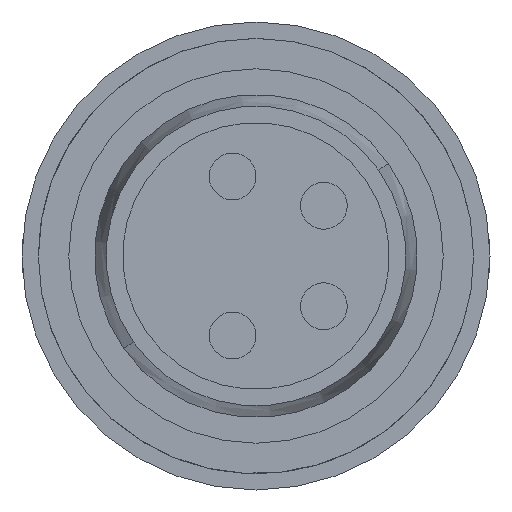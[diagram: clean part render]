
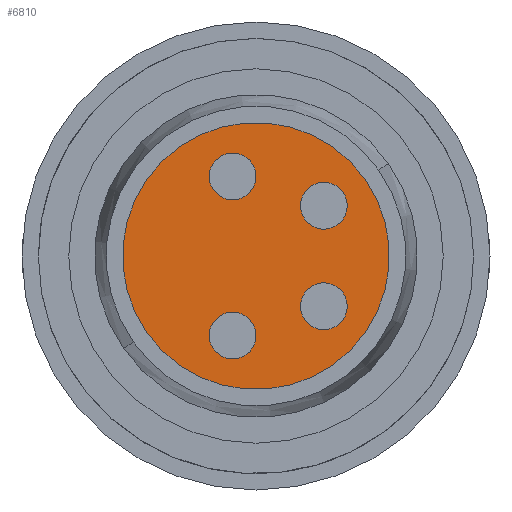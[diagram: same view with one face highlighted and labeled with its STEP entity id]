
A CAD part, left-side view. The second image highlights one B-rep face of the part: STEP entity #6810.
In plain terms, the highlighted planar face has unit normal (-1, 0, 0).
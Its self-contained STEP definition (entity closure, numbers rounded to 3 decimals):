
#5810=CARTESIAN_POINT('',(-33.7,2.335,-1.635));
#5820=VERTEX_POINT('',#5810);
#5900=CARTESIAN_POINT('',(-33.7,-2.335,1.635));
#5910=VERTEX_POINT('',#5900);
#5940=CARTESIAN_POINT('',(-33.7,0.,
0.));
#5950=DIRECTION('',(1.,0.,0.));
#5960=DIRECTION('',(0.,-0.819,
0.574));
#5970=AXIS2_PLACEMENT_3D('',#5940,#5950,#5960);
#5980=CIRCLE('',#5970,2.85);
#5990=EDGE_CURVE('',#5820,#5910,#5980,.T.);
#6110=CARTESIAN_POINT('',(-33.7,1.178,-0.825));
#6120=DIRECTION('',(1.,0.,0.));
#6130=DIRECTION('',(0.,-0.819,
0.574));
#6140=AXIS2_PLACEMENT_3D('',#6110,#6120,#6130);
#6150=PLANE('',#6140);
#6160=CARTESIAN_POINT('',(-33.7,-1.45,-1.075));
#6170=DIRECTION('',(-1.,0.,0.));
#6180=DIRECTION('',(0.,0.574,
0.819));
#6190=AXIS2_PLACEMENT_3D('',#6160,#6170,#6180);
#6200=CIRCLE('',#6190,0.5);
#6210=CARTESIAN_POINT('',(-33.7,-1.163,-0.665));
#6220=VERTEX_POINT('',#6210);
#6230=CARTESIAN_POINT('',(-33.7,-1.737,-1.485));
#6240=VERTEX_POINT('',#6230);
#6250=EDGE_CURVE('',#6220,#6240,#6200,.T.);
#6260=ORIENTED_EDGE('',*,*,#6250,.F.);
#6270=EDGE_CURVE('',#6240,#6220,#6200,.T.);
#6280=ORIENTED_EDGE('',*,*,#6270,.F.);
#6290=EDGE_LOOP('',(#6280,#6260));
#6300=FACE_BOUND('',#6290,.T.);
#6310=CARTESIAN_POINT('',(-33.7,0.5,1.7));
#6320=DIRECTION('',(-1.,0.,0.));
#6330=DIRECTION('',(0.,0.574,
0.819));
#6340=AXIS2_PLACEMENT_3D('',#6310,#6320,#6330);
#6350=CIRCLE('',#6340,0.5);
#6360=CARTESIAN_POINT('',(-33.7,0.787,2.11));
#6370=VERTEX_POINT('',#6360);
#6380=CARTESIAN_POINT('',(-33.7,0.213,1.29));
#6390=VERTEX_POINT('',#6380);
#6400=EDGE_CURVE('',#6370,#6390,#6350,.T.);
#6410=ORIENTED_EDGE('',*,*,#6400,.F.);
#6420=EDGE_CURVE('',#6390,#6370,#6350,.T.);
#6430=ORIENTED_EDGE('',*,*,#6420,.F.);
#6440=EDGE_LOOP('',(#6430,#6410));
#6450=FACE_BOUND('',#6440,.T.);
#6460=CARTESIAN_POINT('',(-33.7,0.5,-1.7));
#6470=DIRECTION('',(-1.,0.,0.));
#6480=DIRECTION('',(0.,0.574,
0.819));
#6490=AXIS2_PLACEMENT_3D('',#6460,#6470,#6480);
#6500=CIRCLE('',#6490,0.5);
#6510=CARTESIAN_POINT('',(-33.7,0.787,-1.29));
#6520=VERTEX_POINT('',#6510);
#6530=CARTESIAN_POINT('',(-33.7,0.213,-2.11));
#6540=VERTEX_POINT('',#6530);
#6550=EDGE_CURVE('',#6520,#6540,#6500,.T.);
#6560=ORIENTED_EDGE('',*,*,#6550,.F.);
#6570=EDGE_CURVE('',#6540,#6520,#6500,.T.);
#6580=ORIENTED_EDGE('',*,*,#6570,.F.);
#6590=EDGE_LOOP('',(#6580,#6560));
#6600=FACE_BOUND('',#6590,.T.);
#6610=CARTESIAN_POINT('',(-33.7,-1.45,1.075));
#6620=DIRECTION('',(-1.,0.,0.));
#6630=DIRECTION('',(0.,0.574,
0.819));
#6640=AXIS2_PLACEMENT_3D('',#6610,#6620,#6630);
#6650=CIRCLE('',#6640,0.5);
#6660=CARTESIAN_POINT('',(-33.7,-1.163,1.485));
#6670=VERTEX_POINT('',#6660);
#6680=CARTESIAN_POINT('',(-33.7,-1.737,0.665));
#6690=VERTEX_POINT('',#6680);
#6700=EDGE_CURVE('',#6670,#6690,#6650,.T.);
#6710=ORIENTED_EDGE('',*,*,#6700,.F.);
#6720=EDGE_CURVE('',#6690,#6670,#6650,.T.);
#6730=ORIENTED_EDGE('',*,*,#6720,.F.);
#6740=EDGE_LOOP('',(#6730,#6710));
#6750=FACE_BOUND('',#6740,.T.);
#6760=EDGE_CURVE('',#5910,#5820,#5980,.T.);
#6770=ORIENTED_EDGE('',*,*,#6760,.F.);
#6780=ORIENTED_EDGE('',*,*,#5990,.F.);
#6790=EDGE_LOOP('',(#6780,#6770));
#6800=FACE_OUTER_BOUND('',#6790,.T.);
#6810=ADVANCED_FACE('',(#6300,#6450,#6600,#6750,#6800),#6150,.F.);
